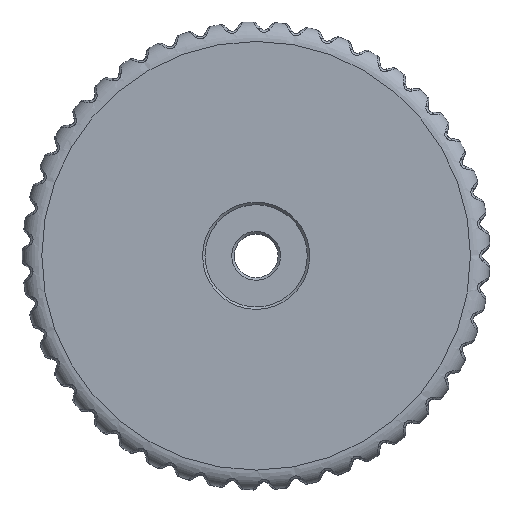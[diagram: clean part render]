
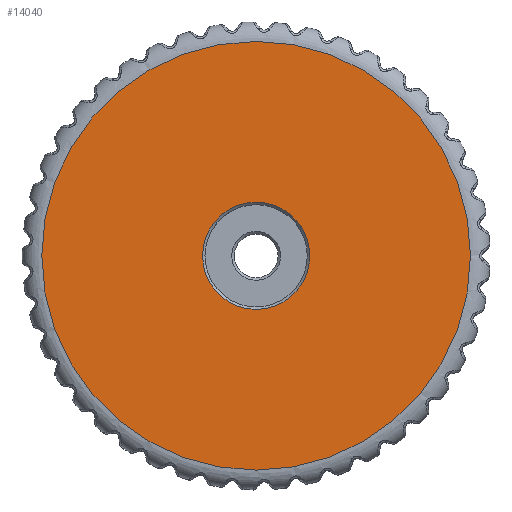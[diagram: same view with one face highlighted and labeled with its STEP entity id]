
A CAD part, top view. The second image highlights one B-rep face of the part: STEP entity #14040.
In plain terms, the highlighted planar face has unit normal (0, 0, 1).
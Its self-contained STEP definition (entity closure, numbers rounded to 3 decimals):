
#573=FACE_BOUND('',#1681,.T.);
#599=PLANE('',#14961);
#770=FACE_OUTER_BOUND('',#1680,.T.);
#1680=EDGE_LOOP('',(#9310));
#1681=EDGE_LOOP('',(#9311));
#2610=CIRCLE('',#14958,5.5);
#2612=CIRCLE('',#14962,22.);
#5601=VERTEX_POINT('',#18489);
#5603=VERTEX_POINT('',#18497);
#7009=EDGE_CURVE('',#5601,#5601,#2610,.T.);
#7013=EDGE_CURVE('',#5603,#5603,#2612,.T.);
#9310=ORIENTED_EDGE('',*,*,#7013,.F.);
#9311=ORIENTED_EDGE('',*,*,#7009,.F.);
#14040=ADVANCED_FACE('',(#770,#573),#599,.T.);
#14958=AXIS2_PLACEMENT_3D('',#18490,#15810,#15811);
#14961=AXIS2_PLACEMENT_3D('',#18496,#15818,#15819);
#14962=AXIS2_PLACEMENT_3D('',#18498,#15820,#15821);
#15810=DIRECTION('center_axis',(0.,0.,1.));
#15811=DIRECTION('ref_axis',(1.,0.,0.));
#15818=DIRECTION('center_axis',(0.,0.,1.));
#15819=DIRECTION('ref_axis',(-1.,0.,0.));
#15820=DIRECTION('center_axis',(0.,0.,-1.));
#15821=DIRECTION('ref_axis',(-1.,0.,0.));
#18489=CARTESIAN_POINT('',(-55.,0.,38.));
#18490=CARTESIAN_POINT('Origin',(-49.5,0.,38.));
#18496=CARTESIAN_POINT('Origin',(-49.5,0.,38.));
#18497=CARTESIAN_POINT('',(-71.5,0.,38.));
#18498=CARTESIAN_POINT('Origin',(-49.5,0.,38.));
